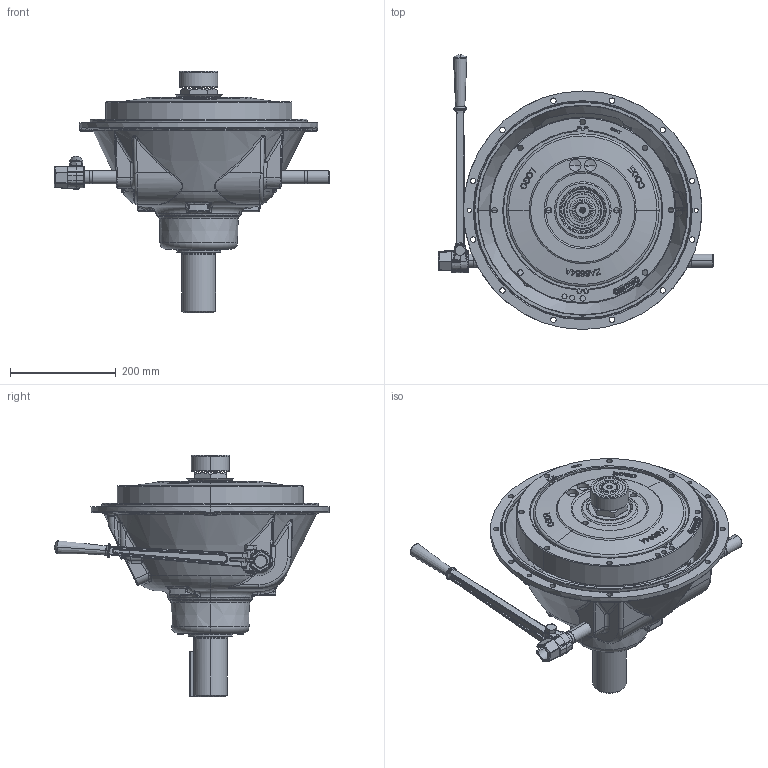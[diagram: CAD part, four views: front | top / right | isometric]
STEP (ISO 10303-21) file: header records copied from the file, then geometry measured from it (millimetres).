
FILE_DESCRIPTION (( 'STEP AP214' ), '1' );
FILE_NAME ('SP211P320.STEP', '2013-11-21T17:04:26', ( 'Windows User' ), ( '' ), 'SwSTEP 2.0', 'SolidWorks 2010', '' );
FILE_SCHEMA (( 'AUTOMOTIVE_DESIGN' ));
Length unit declared in the file: inch
Products named in the file (1): SP211P320
Bounding box: 520.7 x 519.88 x 457.2 mm (x, y, z)
Surface area: 980395.9 mm2 (no closed solid volume)
Topology: 0 solids, 160 shells, 1657 faces, 6262 edges, 4608 vertices
Faces by surface type: bspline 585, plane 360, cylinder 322, torus 194, cone 155, sphere 41
Entity records: 130046 total; most frequent: CARTESIAN_POINT 63477, ORIENTED_EDGE 9186, DIRECTION 7646, EDGE_CURVE 6203, VERTEX_POINT 4601, AXIS2_PLACEMENT_3D 2962, B_SPLINE_CURVE_WITH_KNOTS 2389, CIRCLE 1889
